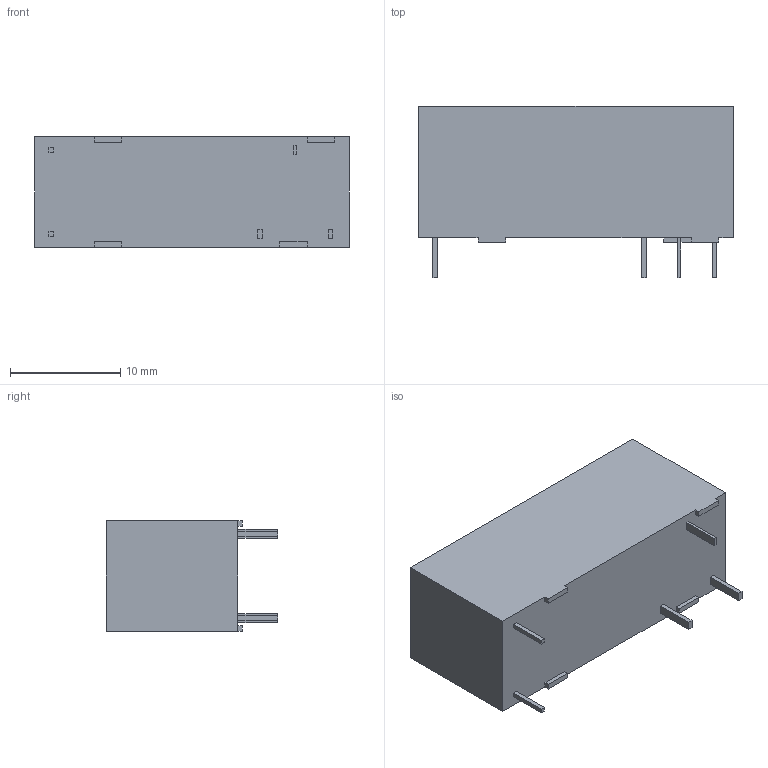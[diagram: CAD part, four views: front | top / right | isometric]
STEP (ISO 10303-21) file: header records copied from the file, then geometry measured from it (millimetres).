
FILE_DESCRIPTION (( 'STEP AP203' ), '1' );
FILE_NAME ('G6RL_14_ASI.step', '2014-06-25T06:27:25', ( 'OSMC1.0 ' ), ( ' ' ), 'SwSTEP 2.0', 'SolidWorks 2002025', '' );
FILE_SCHEMA (( 'CONFIG_CONTROL_DESIGN' ));
Length unit declared in the file: millimetre
Products named in the file (1): G6RL_14_ASI
Bounding box: 28.5 x 15.5 x 10 mm (x, y, z)
Volume: 3396.1 mm3; surface area: 1537.2 mm2
Topology: 1 solids, 1 shells, 53 faces, 132 edges, 88 vertices
Faces by surface type: plane 49, cylinder 4
Entity records: 1631 total; most frequent: CARTESIAN_POINT 274, ORIENTED_EDGE 264, DIRECTION 248, EDGE_CURVE 132, LINE 124, VECTOR 124, VERTEX_POINT 88, AXIS2_PLACEMENT_3D 62
